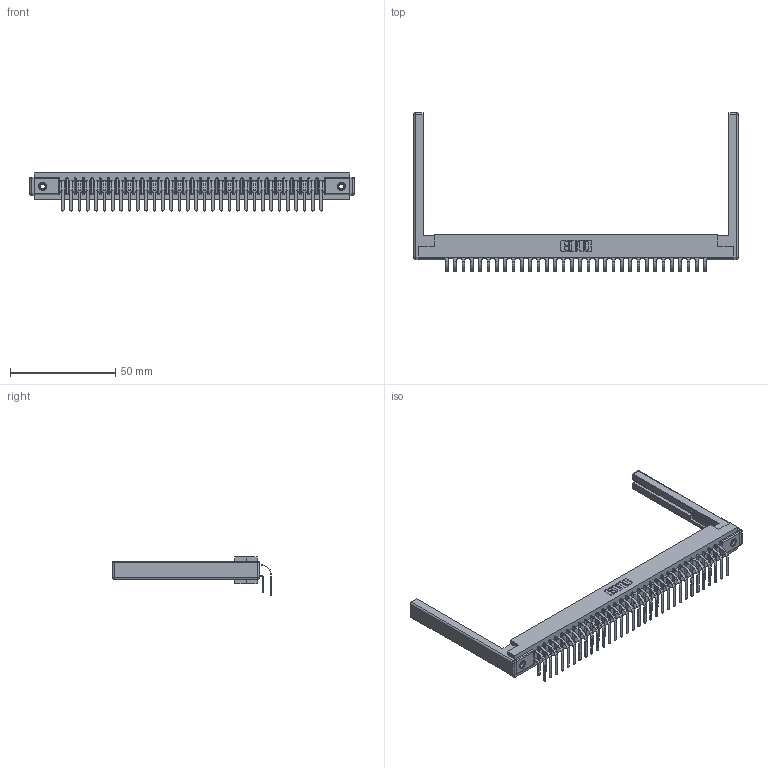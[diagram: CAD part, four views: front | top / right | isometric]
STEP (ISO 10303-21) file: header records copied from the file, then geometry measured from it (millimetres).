
FILE_DESCRIPTION (( 'STEP AP203' ), '1' );
FILE_NAME ('357-064-459-268.STEP', '2022-07-07T21:50:50', ( '' ), ( '' ), 'SwSTEP 2.0', 'SolidWorks 2020', '' );
FILE_SCHEMA (( 'CONFIG_CONTROL_DESIGN' ));
Length unit declared in the file: inch
Products named in the file (6): 307-290-001_559 - 2 (Single); 307 Part_.156 Dia Mounting Holes; 357-064-459-268; 307-220-068; 345-250-001_345-250-001-102; 307-290-001_558 559 - 1 (Single)
Assembly tree (69 placements, depth 2):
  357-064-459-268
    307 Part_.156 Dia Mounting Holes
    307-290-001_558 559 - 1 (Single)  x32
    307-290-001_559 - 2 (Single)  x32
    307-220-068  x2
    345-250-001_345-250-001-102  x2
Bounding box: 154.23 x 75.48 x 18.07 mm (x, y, z)
Volume: 20950.9 mm3; surface area: 25426.2 mm2
Topology: 69 solids, 69 shells, 3505 faces, 9801 edges, 6338 vertices
Faces by surface type: plane 2270, cylinder 1145, sphere 74, cone 12, torus 4
Entity records: 33896 total; most frequent: CARTESIAN_POINT 5527, ORIENTED_EDGE 5468, DIRECTION 5432, EDGE_CURVE 2734, LINE 2090, VECTOR 2090, VERTEX_POINT 1766, AXIS2_PLACEMENT_3D 1671
